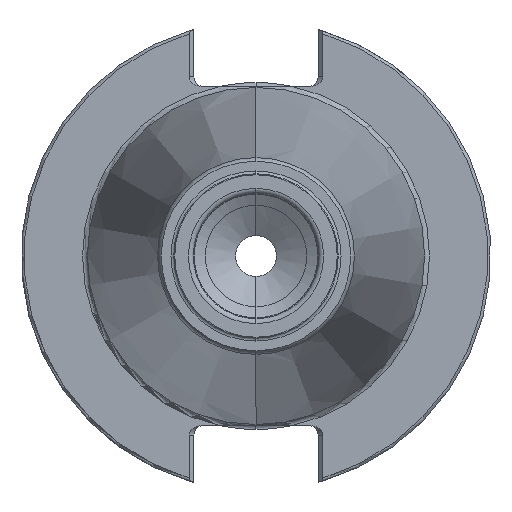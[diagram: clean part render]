
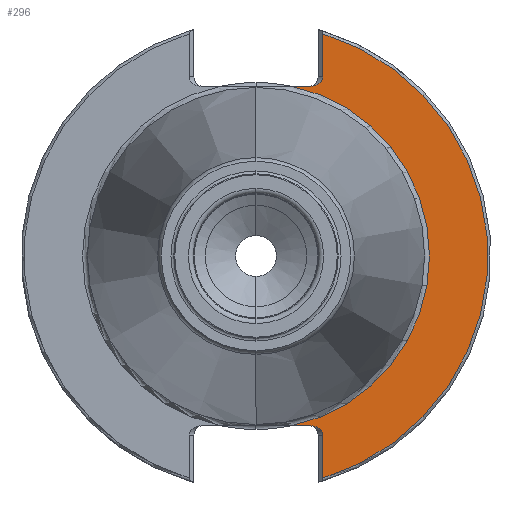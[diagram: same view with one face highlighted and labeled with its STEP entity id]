
A CAD part, left-side view. The second image highlights one B-rep face of the part: STEP entity #296.
In plain terms, the highlighted planar face has unit normal (-1, 0, 0).
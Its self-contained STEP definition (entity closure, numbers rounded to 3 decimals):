
#76 = CARTESIAN_POINT ( 'NONE',  ( 3.2, -13.85, -46.011 ) ) ;
#112 = CARTESIAN_POINT ( 'NONE',  ( 3.2, -11.022, 35.1 ) ) ;
#140 = EDGE_CURVE ( 'NONE', #1689, #3718, #2912, .T. ) ;
#188 = EDGE_CURVE ( 'NONE', #3432, #2618, #2694, .T. ) ;
#212 = DIRECTION ( 'NONE',  ( 0., 0., 1. ) ) ;
#296 = ADVANCED_FACE ( 'NONE', ( #1592 ), #714, .F. ) ;
#316 = LINE ( 'NONE', #3395, #2756 ) ;
#389 = CARTESIAN_POINT ( 'NONE',  ( 3.2, 35.925, 0. ) ) ;
#442 = AXIS2_PLACEMENT_3D ( 'NONE', #389, #2931, #1040 ) ;
#460 = ORIENTED_EDGE ( 'NONE', *, *, #653, .F. ) ;
#484 = CARTESIAN_POINT ( 'NONE',  ( 3.2, -13.85, 35.928 ) ) ;
#492 = CARTESIAN_POINT ( 'NONE',  ( 3.2, -11.022, -35.1 ) ) ;
#510 = CARTESIAN_POINT ( 'NONE',  ( 3.2, -12.678, 35.1 ) ) ;
#616 = CARTESIAN_POINT ( 'NONE',  ( 3.2, -13.85, 46.011 ) ) ;
#653 = EDGE_CURVE ( 'NONE', #1689, #2618, #1231, .T. ) ;
#714 = PLANE ( 'NONE',  #442 ) ;
#743 = CARTESIAN_POINT ( 'NONE',  ( 3.2, 0., 0. ) ) ;
#786 =( BOUNDED_CURVE ( )  B_SPLINE_CURVE ( 3, ( #3645, #484, #510, #2735 ),
 .UNSPECIFIED., .F., .F. ) 
 B_SPLINE_CURVE_WITH_KNOTS ( ( 4, 4 ),
 ( 3.142, 4.712 ),
 .UNSPECIFIED. ) 
 CURVE ( )  GEOMETRIC_REPRESENTATION_ITEM ( )  RATIONAL_B_SPLINE_CURVE ( ( 1., 0.805, 0.805, 1. ) ) 
 REPRESENTATION_ITEM ( '' )  );
#1040 = DIRECTION ( 'NONE',  ( 0., 0., -1. ) ) ;
#1190 = ORIENTED_EDGE ( 'NONE', *, *, #3400, .T. ) ;
#1218 = EDGE_LOOP ( 'NONE', ( #2055, #1190, #3038, #1356, #3834, #2171, #460, #2899 ) ) ;
#1231 = LINE ( 'NONE', #1775, #2814 ) ;
#1335 = CARTESIAN_POINT ( 'NONE',  ( 3.2, -13.85, 35.1 ) ) ;
#1347 = EDGE_CURVE ( 'NONE', #1998, #3432, #316, .T. ) ;
#1356 = ORIENTED_EDGE ( 'NONE', *, *, #4029, .F. ) ;
#1466 = EDGE_CURVE ( 'NONE', #3718, #1841, #2472, .T. ) ;
#1508 = CARTESIAN_POINT ( 'NONE',  ( 3.2, 0., 0. ) ) ;
#1560 = CIRCLE ( 'NONE', #3380, 35.925 ) ;
#1592 = FACE_OUTER_BOUND ( 'NONE', #1218, .T. ) ;
#1651 = CARTESIAN_POINT ( 'NONE',  ( 3.2, -13.85, 48.65 ) ) ;
#1689 = VERTEX_POINT ( 'NONE', #76 ) ;
#1775 = CARTESIAN_POINT ( 'NONE',  ( 3.2, -13.85, -48.65 ) ) ;
#1813 = CARTESIAN_POINT ( 'NONE',  ( 3.2, -11.022, -35.1 ) ) ;
#1840 = DIRECTION ( 'NONE',  ( 0., 0., 1. ) ) ;
#1841 = VERTEX_POINT ( 'NONE', #3219 ) ;
#1951 = VERTEX_POINT ( 'NONE', #2921 ) ;
#1956 = DIRECTION ( 'NONE',  ( 0., 0., -1. ) ) ;
#1998 = VERTEX_POINT ( 'NONE', #3641 ) ;
#2055 = ORIENTED_EDGE ( 'NONE', *, *, #1466, .T. ) ;
#2105 = CARTESIAN_POINT ( 'NONE',  ( 3.2, -12.678, -35.1 ) ) ;
#2171 = ORIENTED_EDGE ( 'NONE', *, *, #188, .T. ) ;
#2245 = AXIS2_PLACEMENT_3D ( 'NONE', #743, #2947, #2647 ) ;
#2472 = LINE ( 'NONE', #1651, #4025 ) ;
#2498 = EDGE_CURVE ( 'NONE', #1951, #3046, #3836, .T. ) ;
#2618 = VERTEX_POINT ( 'NONE', #3039 ) ;
#2647 = DIRECTION ( 'NONE',  ( 0., 0., 1. ) ) ;
#2694 =( BOUNDED_CURVE ( )  B_SPLINE_CURVE ( 3, ( #492, #2105, #2704, #2724 ),
 .UNSPECIFIED., .F., .F. ) 
 B_SPLINE_CURVE_WITH_KNOTS ( ( 4, 4 ),
 ( 4.712, 6.283 ),
 .UNSPECIFIED. ) 
 CURVE ( )  GEOMETRIC_REPRESENTATION_ITEM ( )  RATIONAL_B_SPLINE_CURVE ( ( 1., 0.805, 0.805, 1. ) ) 
 REPRESENTATION_ITEM ( '' )  );
#2704 = CARTESIAN_POINT ( 'NONE',  ( 3.2, -13.85, -35.928 ) ) ;
#2724 = CARTESIAN_POINT ( 'NONE',  ( 3.2, -13.85, -37.1 ) ) ;
#2735 = CARTESIAN_POINT ( 'NONE',  ( 3.2, -11.022, 35.1 ) ) ;
#2756 = VECTOR ( 'NONE', #3436, 1000. ) ;
#2814 = VECTOR ( 'NONE', #212, 1000. ) ;
#2899 = ORIENTED_EDGE ( 'NONE', *, *, #140, .T. ) ;
#2912 = CIRCLE ( 'NONE', #2245, 48.05 ) ;
#2921 = CARTESIAN_POINT ( 'NONE',  ( 3.2, -7.655, 35.1 ) ) ;
#2931 = DIRECTION ( 'NONE',  ( 1., 0., 0. ) ) ;
#2947 = DIRECTION ( 'NONE',  ( -1., 0., 0. ) ) ;
#3003 = VECTOR ( 'NONE', #3540, 1000. ) ;
#3038 = ORIENTED_EDGE ( 'NONE', *, *, #2498, .F. ) ;
#3039 = CARTESIAN_POINT ( 'NONE',  ( 3.2, -13.85, -37.1 ) ) ;
#3046 = VERTEX_POINT ( 'NONE', #112 ) ;
#3219 = CARTESIAN_POINT ( 'NONE',  ( 3.2, -13.85, 37.1 ) ) ;
#3380 = AXIS2_PLACEMENT_3D ( 'NONE', #1508, #3711, #1840 ) ;
#3395 = CARTESIAN_POINT ( 'NONE',  ( 3.2, -13.85, -35.1 ) ) ;
#3400 = EDGE_CURVE ( 'NONE', #1841, #3046, #786, .T. ) ;
#3432 = VERTEX_POINT ( 'NONE', #1813 ) ;
#3436 = DIRECTION ( 'NONE',  ( 0., -1., 0. ) ) ;
#3540 = DIRECTION ( 'NONE',  ( 0., -1., 0. ) ) ;
#3641 = CARTESIAN_POINT ( 'NONE',  ( 3.2, -7.655, -35.1 ) ) ;
#3645 = CARTESIAN_POINT ( 'NONE',  ( 3.2, -13.85, 37.1 ) ) ;
#3711 = DIRECTION ( 'NONE',  ( -1., 0., 0. ) ) ;
#3718 = VERTEX_POINT ( 'NONE', #616 ) ;
#3834 = ORIENTED_EDGE ( 'NONE', *, *, #1347, .T. ) ;
#3836 = LINE ( 'NONE', #1335, #3003 ) ;
#4025 = VECTOR ( 'NONE', #1956, 1000. ) ;
#4029 = EDGE_CURVE ( 'NONE', #1998, #1951, #1560, .T. ) ;
